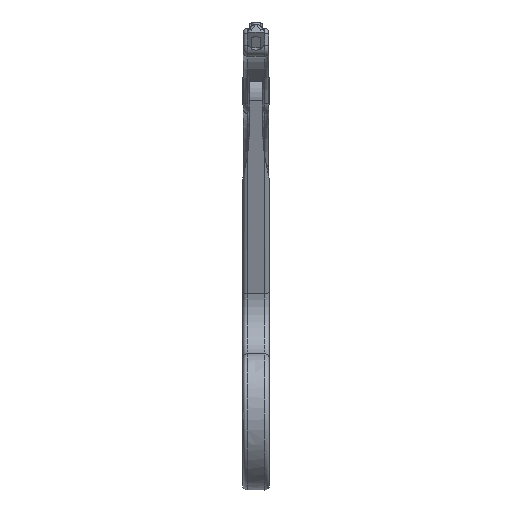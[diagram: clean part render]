
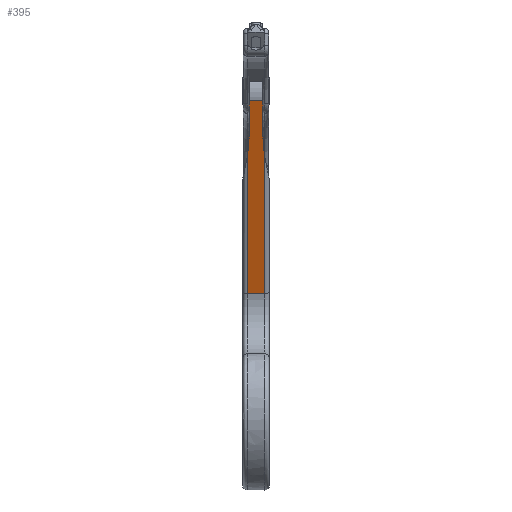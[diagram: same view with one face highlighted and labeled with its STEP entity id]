
A CAD part, left-side view. The second image highlights one B-rep face of the part: STEP entity #395.
In plain terms, the highlighted face is planar.
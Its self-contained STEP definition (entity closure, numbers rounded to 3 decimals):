
#153=PLANE('',#2614);
#270=FACE_OUTER_BOUND('',#1056,.T.);
#395=ADVANCED_FACE('',(#270),#153,.F.);
#707=LINE('',#5025,#853);
#708=LINE('',#5027,#854);
#709=LINE('',#5030,#855);
#710=LINE('',#5034,#856);
#711=LINE('',#5035,#857);
#712=LINE('',#5039,#858);
#853=VECTOR('',#3196,1.);
#854=VECTOR('',#3199,1.);
#855=VECTOR('',#3200,1.);
#856=VECTOR('',#3203,1.);
#857=VECTOR('',#3204,1.);
#858=VECTOR('',#3207,1.);
#1056=EDGE_LOOP('',(#1660,#1661,#1662,#1663,#1664,#1665,#1666,#1667));
#1135=ELLIPSE('',#2612,30.851,20.);
#1136=ELLIPSE('',#2613,30.851,20.);
#1660=ORIENTED_EDGE('',*,*,#2287,.F.);
#1661=ORIENTED_EDGE('',*,*,#2288,.T.);
#1662=ORIENTED_EDGE('',*,*,#2289,.T.);
#1663=ORIENTED_EDGE('',*,*,#2290,.F.);
#1664=ORIENTED_EDGE('',*,*,#2286,.T.);
#1665=ORIENTED_EDGE('',*,*,#2291,.T.);
#1666=ORIENTED_EDGE('',*,*,#2292,.T.);
#1667=ORIENTED_EDGE('',*,*,#2293,.T.);
#1974=VERTEX_POINT('',#5022);
#1975=VERTEX_POINT('',#5024);
#1976=VERTEX_POINT('',#5028);
#1977=VERTEX_POINT('',#5029);
#1978=VERTEX_POINT('',#5031);
#1979=VERTEX_POINT('',#5033);
#1980=VERTEX_POINT('',#5036);
#1981=VERTEX_POINT('',#5038);
#2286=EDGE_CURVE('',#1974,#1975,#707,.T.);
#2287=EDGE_CURVE('',#1976,#1977,#708,.T.);
#2288=EDGE_CURVE('',#1976,#1978,#709,.T.);
#2289=EDGE_CURVE('',#1978,#1979,#1135,.T.);
#2290=EDGE_CURVE('',#1974,#1979,#710,.T.);
#2291=EDGE_CURVE('',#1975,#1980,#711,.T.);
#2292=EDGE_CURVE('',#1980,#1981,#1136,.T.);
#2293=EDGE_CURVE('',#1981,#1977,#712,.T.);
#2612=AXIS2_PLACEMENT_3D('',#5032,#3201,#3202);
#2613=AXIS2_PLACEMENT_3D('',#5037,#3205,#3206);
#2614=AXIS2_PLACEMENT_3D('',#5040,#3208,#3209);
#3196=DIRECTION('',(0.,0.,-1.));
#3199=DIRECTION('',(0.,0.,-1.));
#3200=DIRECTION('',(-0.08,0.997,0.));
#3201=DIRECTION('',(0.997,0.08,0.));
#3202=DIRECTION('',(-0.08,0.997,0.));
#3203=DIRECTION('',(0.08,-0.997,0.));
#3204=DIRECTION('',(0.08,-0.997,0.));
#3205=DIRECTION('',(0.997,0.08,0.));
#3206=DIRECTION('',(0.08,-0.997,0.));
#3207=DIRECTION('',(0.08,-0.997,0.));
#3208=DIRECTION('',(0.997,0.08,0.));
#3209=DIRECTION('',(-0.08,0.997,0.));
#5022=CARTESIAN_POINT('',(7.01,72.565,1.5));
#5024=CARTESIAN_POINT('',(7.01,72.565,-1.5));
#5025=CARTESIAN_POINT('',(7.01,72.565,3.));
#5027=CARTESIAN_POINT('',(10.698,26.61,3.));
#5028=CARTESIAN_POINT('',(10.698,26.61,2.));
#5029=CARTESIAN_POINT('',(10.698,26.61,-2.));
#5030=CARTESIAN_POINT('',(7.01,72.565,2.));
#5031=CARTESIAN_POINT('',(8.093,59.07,2.));
#5032=CARTESIAN_POINT('',(7.544,65.904,21.5));
#5033=CARTESIAN_POINT('',(7.544,65.904,1.5));
#5034=CARTESIAN_POINT('',(7.01,72.565,1.5));
#5035=CARTESIAN_POINT('',(7.01,72.565,-1.5));
#5036=CARTESIAN_POINT('',(7.544,65.904,-1.5));
#5037=CARTESIAN_POINT('',(7.544,65.904,-21.5));
#5038=CARTESIAN_POINT('',(8.093,59.07,-2.));
#5039=CARTESIAN_POINT('',(10.698,26.61,-2.));
#5040=CARTESIAN_POINT('',(7.01,72.565,3.));
